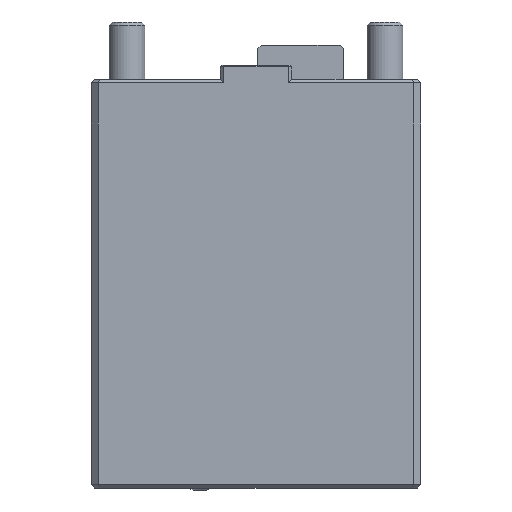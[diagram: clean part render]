
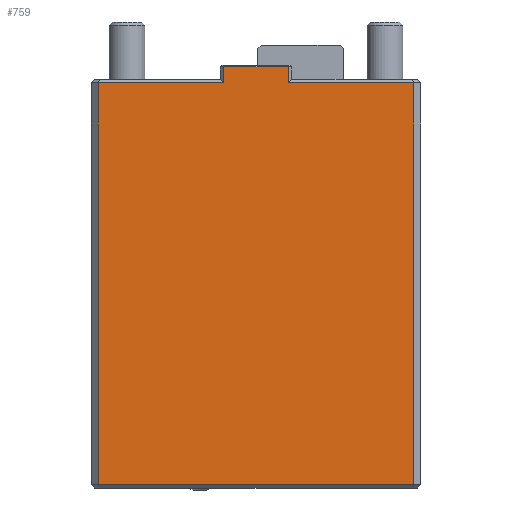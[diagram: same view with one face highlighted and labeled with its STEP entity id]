
A CAD part, left-side view. The second image highlights one B-rep face of the part: STEP entity #759.
In plain terms, the highlighted planar face has unit normal (-1, 0, 0).
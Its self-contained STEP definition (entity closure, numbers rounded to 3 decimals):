
#157=LINE('',#4267,#370);
#158=LINE('',#4269,#371);
#159=LINE('',#4271,#372);
#198=LINE('',#4355,#411);
#200=LINE('',#4359,#413);
#201=LINE('',#4361,#414);
#202=LINE('',#4363,#415);
#203=LINE('',#4364,#416);
#370=VECTOR('',#3195,1.);
#371=VECTOR('',#3198,1.);
#372=VECTOR('',#3201,1.);
#411=VECTOR('',#3282,1.);
#413=VECTOR('',#3286,1.);
#414=VECTOR('',#3287,1.);
#415=VECTOR('',#3288,1.);
#416=VECTOR('',#3289,1.);
#759=ADVANCED_FACE('',(#989),#875,.T.);
#875=PLANE('',#2718);
#989=FACE_OUTER_BOUND('',#1177,.T.);
#1177=EDGE_LOOP('',(#1672,#1673,#1674,#1675,#1676,#1677,#1678,#1679));
#1672=ORIENTED_EDGE('',*,*,#2356,.F.);
#1673=ORIENTED_EDGE('',*,*,#2312,.T.);
#1674=ORIENTED_EDGE('',*,*,#2311,.T.);
#1675=ORIENTED_EDGE('',*,*,#2310,.T.);
#1676=ORIENTED_EDGE('',*,*,#2357,.T.);
#1677=ORIENTED_EDGE('',*,*,#2358,.T.);
#1678=ORIENTED_EDGE('',*,*,#2354,.T.);
#1679=ORIENTED_EDGE('',*,*,#2359,.T.);
#2002=VERTEX_POINT('',#4147);
#2035=VERTEX_POINT('',#4247);
#2041=VERTEX_POINT('',#4266);
#2042=VERTEX_POINT('',#4272);
#2065=VERTEX_POINT('',#4354);
#2066=VERTEX_POINT('',#4356);
#2067=VERTEX_POINT('',#4360);
#2068=VERTEX_POINT('',#4362);
#2310=EDGE_CURVE('',#2041,#2035,#157,.T.);
#2311=EDGE_CURVE('',#2002,#2041,#158,.T.);
#2312=EDGE_CURVE('',#2042,#2002,#159,.T.);
#2354=EDGE_CURVE('',#2066,#2065,#198,.T.);
#2356=EDGE_CURVE('',#2042,#2067,#200,.T.);
#2357=EDGE_CURVE('',#2035,#2068,#201,.T.);
#2358=EDGE_CURVE('',#2068,#2066,#202,.T.);
#2359=EDGE_CURVE('',#2065,#2067,#203,.T.);
#2718=AXIS2_PLACEMENT_3D('',#4365,#3290,#3291);
#3195=DIRECTION('',(0.,1.,0.));
#3198=DIRECTION('',(0.,0.,-1.));
#3201=DIRECTION('',(0.,1.,0.));
#3282=DIRECTION('',(0.,0.,1.));
#3286=DIRECTION('',(0.,0.,-1.));
#3287=DIRECTION('',(0.,0.,-1.));
#3288=DIRECTION('',(0.,-1.,0.));
#3289=DIRECTION('',(0.,1.,0.));
#3290=DIRECTION('',(-1.,0.,0.));
#3291=DIRECTION('',(0.,0.,1.));
#4147=CARTESIAN_POINT('',(-105.,9.,3.5));
#4247=CARTESIAN_POINT('',(-105.,44.,-1.));
#4266=CARTESIAN_POINT('',(-105.,9.,-1.));
#4267=CARTESIAN_POINT('',(-105.,-46.,-1.));
#4269=CARTESIAN_POINT('',(-105.,9.,182.792));
#4271=CARTESIAN_POINT('',(-105.,9.,3.5));
#4272=CARTESIAN_POINT('',(-105.,-9.,3.5));
#4354=CARTESIAN_POINT('',(-105.,-44.,-1.));
#4355=CARTESIAN_POINT('',(-105.,-44.,0.));
#4356=CARTESIAN_POINT('',(-105.,-44.,-113.));
#4359=CARTESIAN_POINT('',(-105.,-9.,182.792));
#4360=CARTESIAN_POINT('',(-105.,-9.,-1.));
#4361=CARTESIAN_POINT('',(-105.,44.,0.));
#4362=CARTESIAN_POINT('',(-105.,44.,-113.));
#4363=CARTESIAN_POINT('',(-105.,-46.,-113.));
#4364=CARTESIAN_POINT('',(-105.,-46.,-1.));
#4365=CARTESIAN_POINT('',(-105.,-24.233,-11.5));
